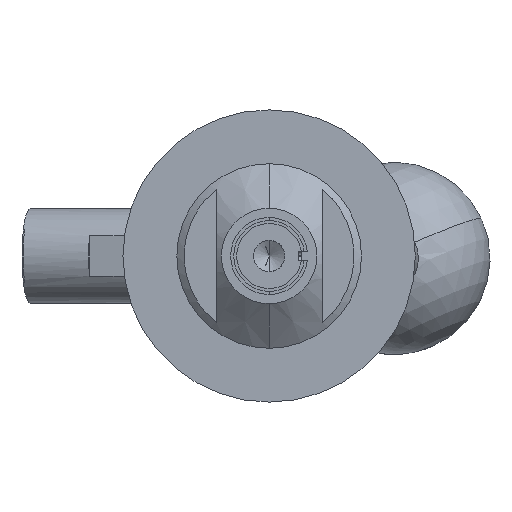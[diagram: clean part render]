
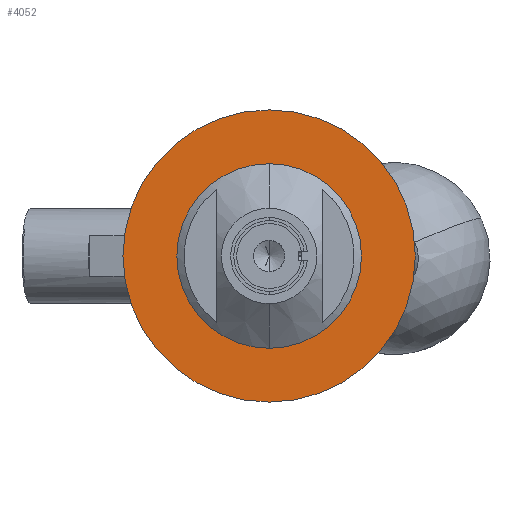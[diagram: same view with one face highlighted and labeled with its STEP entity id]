
A CAD part, left-side view. The second image highlights one B-rep face of the part: STEP entity #4052.
In plain terms, the highlighted planar face has unit normal (-1, 0, 0).
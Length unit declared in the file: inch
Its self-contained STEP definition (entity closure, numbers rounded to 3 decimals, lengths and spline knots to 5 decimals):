
#208 = DIRECTION ( 'NONE',  ( 0., 0., -1. ) ) ;
#450 = AXIS2_PLACEMENT_3D ( 'NONE', #11042, #1066, #13747 ) ;
#1066 = DIRECTION ( 'NONE',  ( -1., 0., 0. ) ) ;
#1501 = VERTEX_POINT ( 'NONE', #13737 ) ;
#2444 = AXIS2_PLACEMENT_3D ( 'NONE', #10582, #12315, #4408 ) ;
#2568 = EDGE_CURVE ( 'NONE', #1501, #5578, #6553, .T. ) ;
#3339 = DIRECTION ( 'NONE',  ( -1., 0., 0. ) ) ;
#3375 = CARTESIAN_POINT ( 'NONE',  ( -4.408, 0., 0. ) ) ;
#3628 = DIRECTION ( 'NONE',  ( 0., 0., 1. ) ) ;
#4052 = ADVANCED_FACE ( 'NONE', ( #16271, #4535 ), #9841, .F. ) ;
#4408 = DIRECTION ( 'NONE',  ( 0., 0., 1. ) ) ;
#4535 = FACE_OUTER_BOUND ( 'NONE', #9239, .T. ) ;
#4795 = VERTEX_POINT ( 'NONE', #9334 ) ;
#4813 = VERTEX_POINT ( 'NONE', #6694 ) ;
#5421 = AXIS2_PLACEMENT_3D ( 'NONE', #6673, #11993, #208 ) ;
#5578 = VERTEX_POINT ( 'NONE', #5581 ) ;
#5581 = CARTESIAN_POINT ( 'NONE',  ( -4.408, 0., 0.6 ) ) ;
#5998 = DIRECTION ( 'NONE',  ( 0., 0., 1. ) ) ;
#6219 = DIRECTION ( 'NONE',  ( -1., 0., 0. ) ) ;
#6553 = CIRCLE ( 'NONE', #13234, 0.6 ) ;
#6673 = CARTESIAN_POINT ( 'NONE',  ( -4.408, 0.95, 0. ) ) ;
#6694 = CARTESIAN_POINT ( 'NONE',  ( -4.408, 0., 0.95 ) ) ;
#6883 = EDGE_CURVE ( 'NONE', #5578, #1501, #16865, .T. ) ;
#6953 = ORIENTED_EDGE ( 'NONE', *, *, #6883, .F. ) ;
#8198 = EDGE_CURVE ( 'NONE', #4813, #4795, #12159, .T. ) ;
#9239 = EDGE_LOOP ( 'NONE', ( #15147, #15803 ) ) ;
#9334 = CARTESIAN_POINT ( 'NONE',  ( -4.408, 0., -0.95 ) ) ;
#9841 = PLANE ( 'NONE',  #5421 ) ;
#10417 = CIRCLE ( 'NONE', #450, 0.95 ) ;
#10582 = CARTESIAN_POINT ( 'NONE',  ( -4.408, 0., 0. ) ) ;
#11042 = CARTESIAN_POINT ( 'NONE',  ( -4.408, 0., 0. ) ) ;
#11124 = CARTESIAN_POINT ( 'NONE',  ( -4.408, 0., 0. ) ) ;
#11621 = AXIS2_PLACEMENT_3D ( 'NONE', #11124, #3339, #5998 ) ;
#11993 = DIRECTION ( 'NONE',  ( 1., 0., 0. ) ) ;
#12159 = CIRCLE ( 'NONE', #11621, 0.95 ) ;
#12315 = DIRECTION ( 'NONE',  ( -1., 0., 0. ) ) ;
#12933 = ORIENTED_EDGE ( 'NONE', *, *, #2568, .F. ) ;
#13234 = AXIS2_PLACEMENT_3D ( 'NONE', #3375, #6219, #3628 ) ;
#13310 = EDGE_LOOP ( 'NONE', ( #6953, #12933 ) ) ;
#13737 = CARTESIAN_POINT ( 'NONE',  ( -4.408, 0., -0.6 ) ) ;
#13747 = DIRECTION ( 'NONE',  ( 0., 0., 1. ) ) ;
#15147 = ORIENTED_EDGE ( 'NONE', *, *, #8198, .T. ) ;
#15508 = EDGE_CURVE ( 'NONE', #4795, #4813, #10417, .T. ) ;
#15803 = ORIENTED_EDGE ( 'NONE', *, *, #15508, .T. ) ;
#16271 = FACE_BOUND ( 'NONE', #13310, .T. ) ;
#16865 = CIRCLE ( 'NONE', #2444, 0.6 ) ;
